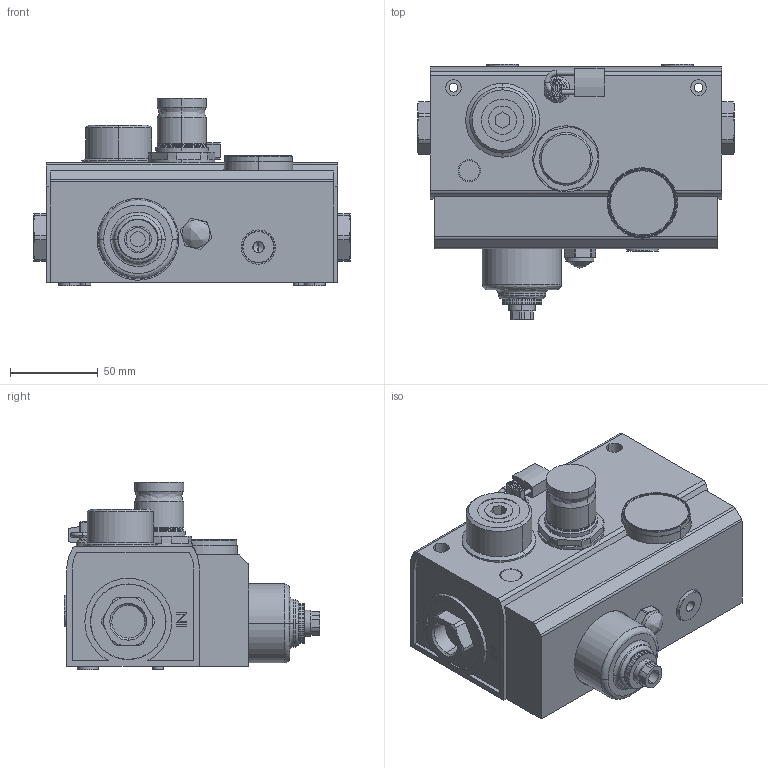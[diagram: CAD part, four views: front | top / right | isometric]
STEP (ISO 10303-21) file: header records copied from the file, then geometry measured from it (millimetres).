
FILE_DESCRIPTION (( 'STEP AP214' ), '1' );
FILE_NAME ('TAP-1000.step', '2017-04-05T19:57:16', ( '' ), ( '' ), 'SwSTEP 2.0', 'SolidWorks 2017', '' );
FILE_SCHEMA (( 'AUTOMOTIVE_DESIGN' ));
Length unit declared in the file: inch
Products named in the file (1): TAP-1000
Bounding box: 179.9 x 145.5 x 106.6 mm (x, y, z)
Volume: 1211567.7 mm3; surface area: 109919.3 mm2
Topology: 8 solids, 8 shells, 581 faces, 1422 edges, 918 vertices
Faces by surface type: cylinder 281, plane 186, cone 80, bspline 34
Entity records: 25559 total; most frequent: CARTESIAN_POINT 3865, DIRECTION 3113, ORIENTED_EDGE 2832, EDGE_CURVE 1416, AXIS2_PLACEMENT_3D 1238, VERTEX_POINT 918, CIRCLE 690, EDGE_LOOP 654
